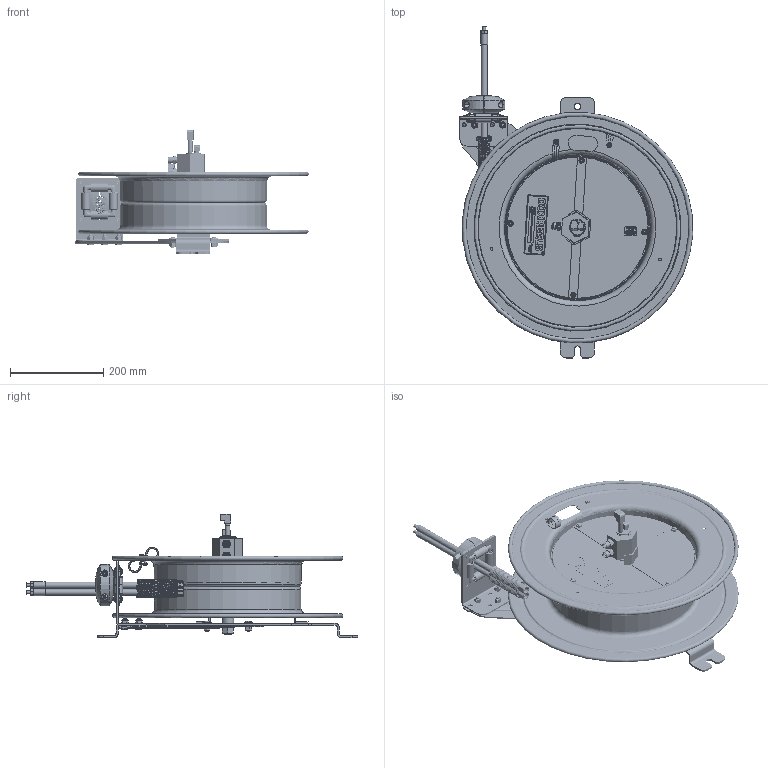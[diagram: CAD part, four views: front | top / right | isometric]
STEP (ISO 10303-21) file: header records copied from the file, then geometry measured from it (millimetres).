
FILE_DESCRIPTION(/* description */ (''),/* implementation_level */ '2;1');
FILE_NAME(/* name */ 'EZ-SG19WT-175_SHARED.stp',/* time_stamp */ '2020-03-06T09:16:50-07:00',/* author */ ('NMelton'),/* organization */ (''),/* preprocessor_version */ 'ST-DEVELOPER v17',/* originating_system */ 'Autodesk Inventor 2019',/* authorisation */ '');
FILE_SCHEMA (('AUTOMOTIVE_DESIGN { 1 0 10303 214 3 1 1 }'));
Products named in the file (1): EZ-SG19WT-175_SHARED
Bounding box: 500.57 x 712.15 x 265.58 mm (x, y, z)
Surface area: 1586165.2 mm2 (no closed solid volume)
Topology: 0 solids, 186 shells, 2810 faces, 12209 edges, 9180 vertices
Faces by surface type: plane 1456, cylinder 577, bspline 419, cone 202, torus 118, sphere 38
Full cylindrical faces by diameter (mm): 1.93 x2, 2.54 x1, 3.048 x1, 3.81 x2, 3.962 x2, 4.699 x3, 4.75 x3, 4.826 x2, 5.08 x2, 5.159 x1, 5.182 x2, 5.556 x3, 5.575 x1, 5.588 x4, 6.35 x10, 7.112 x2, 7.938 x3, 8.731 x3, 8.733 x4, 8.89 x3, 10.312 x1, 11.43 x3, 11.557 x4, 12.192 x7, 13.081 x2, 13.492 x1, 13.494 x4, 14.287 x2, 14.605 x4, 15.875 x1
Entity records: 146971 total; most frequent: CARTESIAN_POINT 52366, ORIENTED_EDGE 17653, DIRECTION 16499, EDGE_CURVE 12170, VERTEX_POINT 9180, LINE 6883, VECTOR 6883, AXIS2_PLACEMENT_3D 4808
